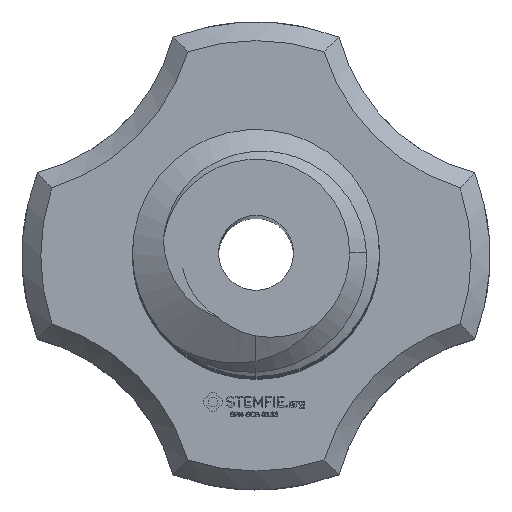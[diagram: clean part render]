
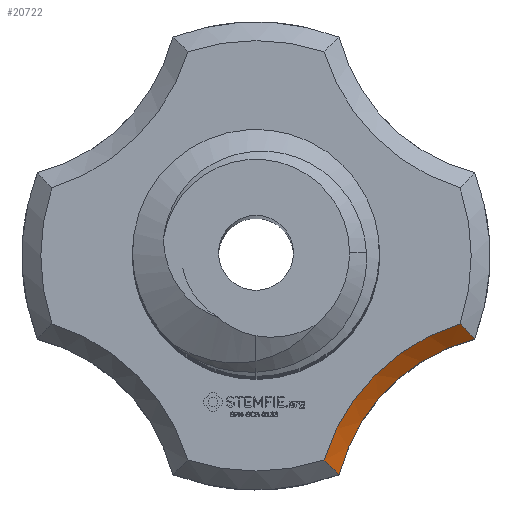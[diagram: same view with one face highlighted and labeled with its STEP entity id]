
A CAD part, top view. The second image highlights one B-rep face of the part: STEP entity #20722.
In plain terms, the highlighted conical face has half-angle 45 degrees and reference radius 5 mm.
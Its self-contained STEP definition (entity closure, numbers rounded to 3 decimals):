
#5119 = VERTEX_POINT('',#5120);
#5120 = CARTESIAN_POINT('',(5.841,-2.225,-0.5));
#5134 = CYLINDRICAL_SURFACE('',#5135,5.);
#5135 = AXIS2_PLACEMENT_3D('',#5136,#5137,#5138);
#5136 = CARTESIAN_POINT('',(7.071,-7.071,0.));
#5137 = DIRECTION('',(-0.,0.,1.));
#5138 = DIRECTION('',(1.,0.,0.));
#5161 = CONICAL_SURFACE('',#5162,6.25,0.785);
#5162 = AXIS2_PLACEMENT_3D('',#5163,#5164,#5165);
#5163 = CARTESIAN_POINT('',(0.,0.,-0.5));
#5164 = DIRECTION('',(0.,0.,-1.));
#5165 = DIRECTION('',(0.934,0.356,0.));
#5885 = EDGE_CURVE('',#5119,#5886,#5888,.T.);
#5886 = VERTEX_POINT('',#5887);
#5887 = CARTESIAN_POINT('',(5.457,-1.814,0.));
#5888 = SURFACE_CURVE('',#5889,(#5894,#5904),.PCURVE_S1.);
#5889 = ELLIPSE('',#5890,7.526,2.577);
#5890 = AXIS2_PLACEMENT_3D('',#5891,#5892,#5893);
#5891 = CARTESIAN_POINT('',(3.536,-3.536,0.125));
#5892 = DIRECTION('',(0.47,-0.47,0.747));
#5893 = DIRECTION('',(0.528,-0.528,-0.664));
#5894 = PCURVE('',#5161,#5895);
#5895 = DEFINITIONAL_REPRESENTATION('',(#5896),#5903);
#5896 = B_SPLINE_CURVE_WITH_KNOTS('',5,(#5897,#5898,#5899,#5900,#5901,
    #5902),.UNSPECIFIED.,.F.,.F.,(6,6),(1.445,1.546),
  .PIECEWISE_BEZIER_KNOTS.);
#5897 = CARTESIAN_POINT('',(0.728,0.));
#5898 = CARTESIAN_POINT('',(0.72,-0.1));
#5899 = CARTESIAN_POINT('',(0.711,-0.199));
#5900 = CARTESIAN_POINT('',(0.703,-0.299));
#5901 = CARTESIAN_POINT('',(0.694,-0.4));
#5902 = CARTESIAN_POINT('',(0.685,-0.5));
#5903 = ( GEOMETRIC_REPRESENTATION_CONTEXT(2) 
PARAMETRIC_REPRESENTATION_CONTEXT() REPRESENTATION_CONTEXT('2D SPACE',''
  ) );
#5904 = PCURVE('',#5905,#5910);
#5905 = CONICAL_SURFACE('',#5906,5.,0.785);
#5906 = AXIS2_PLACEMENT_3D('',#5907,#5908,#5909);
#5907 = CARTESIAN_POINT('',(7.071,-7.071,-0.5));
#5908 = DIRECTION('',(-0.,0.,1.));
#5909 = DIRECTION('',(-0.969,0.246,-0.));
#5910 = DEFINITIONAL_REPRESENTATION('',(#5911),#5918);
#5911 = B_SPLINE_CURVE_WITH_KNOTS('',5,(#5912,#5913,#5914,#5915,#5916,
    #5917),.UNSPECIFIED.,.F.,.F.,(6,6),(1.445,1.546),
  .PIECEWISE_BEZIER_KNOTS.);
#5912 = CARTESIAN_POINT('',(-1.073,0.));
#5913 = CARTESIAN_POINT('',(-1.063,0.1));
#5914 = CARTESIAN_POINT('',(-1.053,0.199));
#5915 = CARTESIAN_POINT('',(-1.043,0.299));
#5916 = CARTESIAN_POINT('',(-1.034,0.4));
#5917 = CARTESIAN_POINT('',(-1.024,0.5));
#5918 = ( GEOMETRIC_REPRESENTATION_CONTEXT(2) 
PARAMETRIC_REPRESENTATION_CONTEXT() REPRESENTATION_CONTEXT('2D SPACE',''
  ) );
#5935 = PLANE('',#5936);
#5936 = AXIS2_PLACEMENT_3D('',#5937,#5938,#5939);
#5937 = CARTESIAN_POINT('',(0.,0.,0.)
  );
#5938 = DIRECTION('',(0.,0.,-1.));
#5939 = DIRECTION('',(1.,0.,0.));
#5951 = VERTEX_POINT('',#5952);
#5952 = CARTESIAN_POINT('',(2.225,-5.841,-0.5));
#6071 = EDGE_CURVE('',#5951,#5119,#6072,.T.);
#6072 = SURFACE_CURVE('',#6073,(#6078,#6085),.PCURVE_S1.);
#6073 = CIRCLE('',#6074,5.);
#6074 = AXIS2_PLACEMENT_3D('',#6075,#6076,#6077);
#6075 = CARTESIAN_POINT('',(7.071,-7.071,-0.5));
#6076 = DIRECTION('',(0.,0.,-1.));
#6077 = DIRECTION('',(-0.969,0.246,-0.));
#6078 = PCURVE('',#5134,#6079);
#6079 = DEFINITIONAL_REPRESENTATION('',(#6080),#6084);
#6080 = LINE('',#6081,#6082);
#6081 = CARTESIAN_POINT('',(-3.39,-0.5));
#6082 = VECTOR('',#6083,1.);
#6083 = DIRECTION('',(-1.,0.));
#6084 = ( GEOMETRIC_REPRESENTATION_CONTEXT(2) 
PARAMETRIC_REPRESENTATION_CONTEXT() REPRESENTATION_CONTEXT('2D SPACE',''
  ) );
#6085 = PCURVE('',#5905,#6086);
#6086 = DEFINITIONAL_REPRESENTATION('',(#6087),#6091);
#6087 = LINE('',#6088,#6089);
#6088 = CARTESIAN_POINT('',(-0.,0.));
#6089 = VECTOR('',#6090,1.);
#6090 = DIRECTION('',(-1.,0.));
#6091 = ( GEOMETRIC_REPRESENTATION_CONTEXT(2) 
PARAMETRIC_REPRESENTATION_CONTEXT() REPRESENTATION_CONTEXT('2D SPACE',''
  ) );
#7906 = EDGE_CURVE('',#7907,#5886,#7909,.T.);
#7907 = VERTEX_POINT('',#7908);
#7908 = CARTESIAN_POINT('',(1.814,-5.457,0.));
#7909 = SURFACE_CURVE('',#7910,(#7915,#7922),.PCURVE_S1.);
#7910 = CIRCLE('',#7911,5.5);
#7911 = AXIS2_PLACEMENT_3D('',#7912,#7913,#7914);
#7912 = CARTESIAN_POINT('',(7.071,-7.071,0.));
#7913 = DIRECTION('',(0.,0.,-1.));
#7914 = DIRECTION('',(-0.969,0.246,-0.));
#7915 = PCURVE('',#5935,#7916);
#7916 = DEFINITIONAL_REPRESENTATION('',(#7917),#7921);
#7917 = CIRCLE('',#7918,5.5);
#7918 = AXIS2_PLACEMENT_2D('',#7919,#7920);
#7919 = CARTESIAN_POINT('',(7.071,7.071));
#7920 = DIRECTION('',(-0.969,-0.246));
#7921 = ( GEOMETRIC_REPRESENTATION_CONTEXT(2) 
PARAMETRIC_REPRESENTATION_CONTEXT() REPRESENTATION_CONTEXT('2D SPACE',''
  ) );
#7922 = PCURVE('',#5905,#7923);
#7923 = DEFINITIONAL_REPRESENTATION('',(#7924),#7928);
#7924 = LINE('',#7925,#7926);
#7925 = CARTESIAN_POINT('',(-0.,0.5));
#7926 = VECTOR('',#7927,1.);
#7927 = DIRECTION('',(-1.,0.));
#7928 = ( GEOMETRIC_REPRESENTATION_CONTEXT(2) 
PARAMETRIC_REPRESENTATION_CONTEXT() REPRESENTATION_CONTEXT('2D SPACE',''
  ) );
#7947 = CONICAL_SURFACE('',#7948,6.25,0.785);
#7948 = AXIS2_PLACEMENT_3D('',#7949,#7950,#7951);
#7949 = CARTESIAN_POINT('',(0.,0.,-0.5));
#7950 = DIRECTION('',(0.,0.,-1.));
#7951 = DIRECTION('',(0.356,-0.934,0.));
#20722 = ADVANCED_FACE('',(#20723),#5905,.F.);
#20723 = FACE_BOUND('',#20724,.T.);
#20724 = EDGE_LOOP('',(#20725,#20753,#20754,#20755));
#20725 = ORIENTED_EDGE('',*,*,#20726,.F.);
#20726 = EDGE_CURVE('',#5951,#7907,#20727,.T.);
#20727 = SURFACE_CURVE('',#20728,(#20733,#20743),.PCURVE_S1.);
#20728 = ELLIPSE('',#20729,7.526,2.577);
#20729 = AXIS2_PLACEMENT_3D('',#20730,#20731,#20732);
#20730 = CARTESIAN_POINT('',(3.536,-3.536,0.125));
#20731 = DIRECTION('',(-0.47,0.47,-0.747));
#20732 = DIRECTION('',(-0.528,0.528,0.664));
#20733 = PCURVE('',#5905,#20734);
#20734 = DEFINITIONAL_REPRESENTATION('',(#20735),#20742);
#20735 = B_SPLINE_CURVE_WITH_KNOTS('',5,(#20736,#20737,#20738,#20739,
    #20740,#20741),.UNSPECIFIED.,.F.,.F.,(6,6),(4.587,
    4.687),.PIECEWISE_BEZIER_KNOTS.);
#20736 = CARTESIAN_POINT('',(0.,0.));
#20737 = CARTESIAN_POINT('',(-0.01,0.1));
#20738 = CARTESIAN_POINT('',(-0.02,0.199));
#20739 = CARTESIAN_POINT('',(-0.03,0.299));
#20740 = CARTESIAN_POINT('',(-0.04,0.4));
#20741 = CARTESIAN_POINT('',(-0.049,0.5));
#20742 = ( GEOMETRIC_REPRESENTATION_CONTEXT(2) 
PARAMETRIC_REPRESENTATION_CONTEXT() REPRESENTATION_CONTEXT('2D SPACE',''
  ) );
#20743 = PCURVE('',#7947,#20744);
#20744 = DEFINITIONAL_REPRESENTATION('',(#20745),#20752);
#20745 = B_SPLINE_CURVE_WITH_KNOTS('',5,(#20746,#20747,#20748,#20749,
    #20750,#20751),.UNSPECIFIED.,.F.,.F.,(6,6),(4.587,
    4.687),.PIECEWISE_BEZIER_KNOTS.);
#20746 = CARTESIAN_POINT('',(0.,0.));
#20747 = CARTESIAN_POINT('',(0.008,-0.1));
#20748 = CARTESIAN_POINT('',(0.017,-0.199));
#20749 = CARTESIAN_POINT('',(0.025,-0.299));
#20750 = CARTESIAN_POINT('',(0.034,-0.4));
#20751 = CARTESIAN_POINT('',(0.043,-0.5));
#20752 = ( GEOMETRIC_REPRESENTATION_CONTEXT(2) 
PARAMETRIC_REPRESENTATION_CONTEXT() REPRESENTATION_CONTEXT('2D SPACE',''
  ) );
#20753 = ORIENTED_EDGE('',*,*,#6071,.T.);
#20754 = ORIENTED_EDGE('',*,*,#5885,.T.);
#20755 = ORIENTED_EDGE('',*,*,#7906,.F.);
